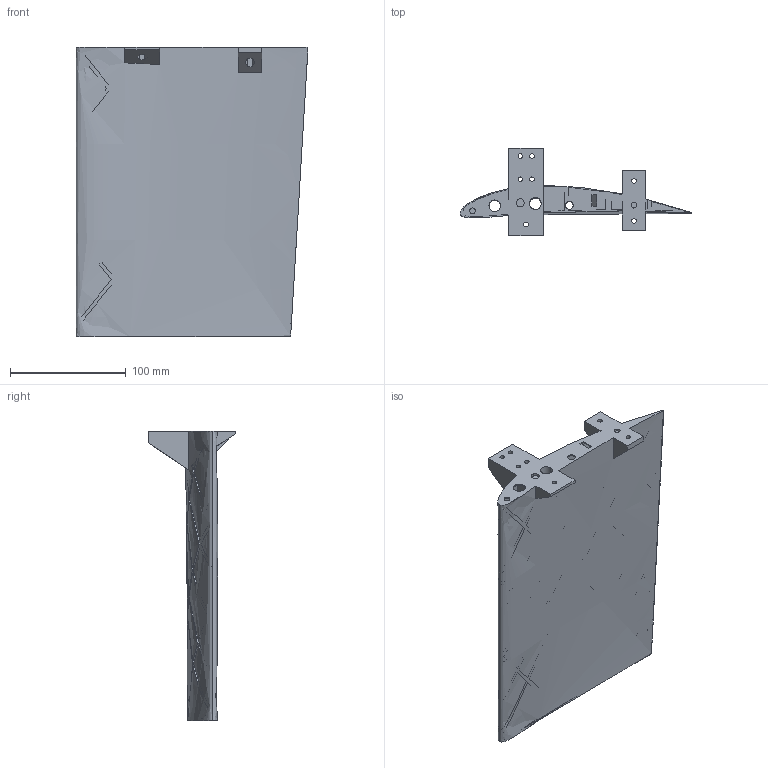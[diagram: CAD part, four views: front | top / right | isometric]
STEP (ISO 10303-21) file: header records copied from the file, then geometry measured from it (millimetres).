
FILE_DESCRIPTION (( 'STEP AP214' ), '1' );
FILE_NAME ('Detailed_Wing_2_noerror_V2.STEP', '2025-04-02T19:35:33', ( '' ), ( '' ), 'SwSTEP 2.0', 'SolidWorks 2022', '' );
FILE_SCHEMA (( 'AUTOMOTIVE_DESIGN' ));
Length unit declared in the file: millimetre
Products named in the file (1): Detailed_Wing_2_noerror_V2
Bounding box: 200 x 75.88 x 250 mm (x, y, z)
Volume: 240797.3 mm3; surface area: 256881.3 mm2
Topology: 1 solids, 21 shells, 357 faces, 932 edges, 621 vertices
Faces by surface type: plane 205, bspline 84, cylinder 68
Entity records: 18655 total; most frequent: CARTESIAN_POINT 11076, ORIENTED_EDGE 1864, DIRECTION 1062, EDGE_CURVE 932, VERTEX_POINT 621, EDGE_LOOP 407, LINE 366, VECTOR 366
